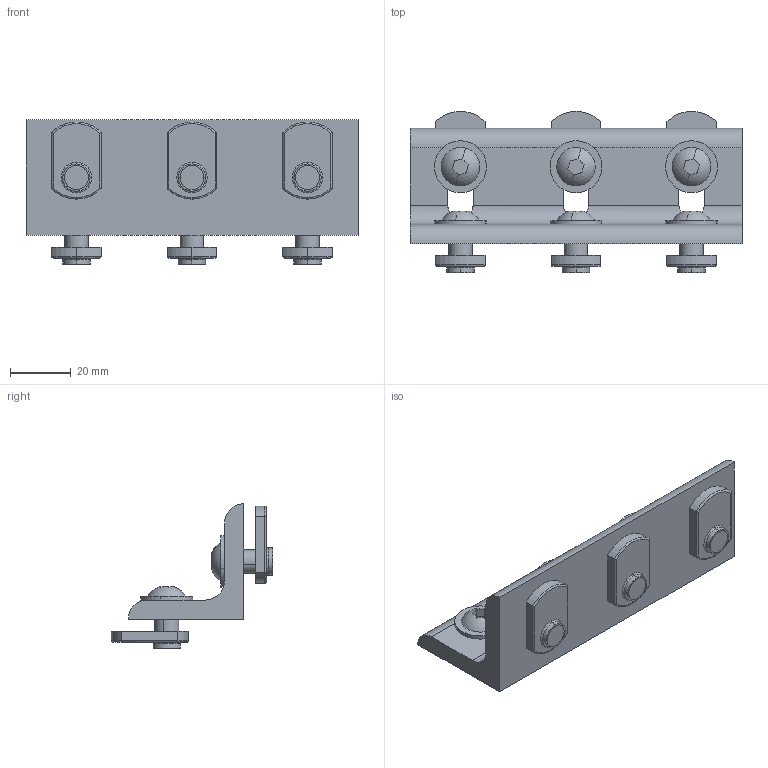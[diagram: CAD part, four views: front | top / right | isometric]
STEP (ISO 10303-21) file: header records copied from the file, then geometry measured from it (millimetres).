
FILE_DESCRIPTION (( 'STEP AP203' ), '1' );
FILE_NAME ('653134.SLDASM.step', '2003-10-13T11:25:38', ( 'Jerry Winters' ), ( 'GoEngineer' ), 'SwSTEP 2.0', 'SolidWorks 2003174', '' );
FILE_SCHEMA (( 'CONFIG_CONTROL_DESIGN' ));
Length unit declared in the file: inch
Products named in the file (5): 653134.SLDASM; Inside Corner Brackets (SLOT)_653134; 651129; FBHSCS_651134; 651097
Assembly tree (9 placements, depth 3):
  653134.SLDASM
    651129  x6
      FBHSCS_651134
      651097
    Inside Corner Brackets (SLOT)_653134
Bounding box: 109.47 x 53.21 x 47.62 mm (x, y, z)
Volume: 58346.3 mm3; surface area: 29557.5 mm2
Topology: 13 solids, 13 shells, 240 faces, 537 edges, 338 vertices
Faces by surface type: plane 102, cylinder 96, torus 30, sphere 12
Entity records: 2791 total; most frequent: CARTESIAN_POINT 474, DIRECTION 384, ORIENTED_EDGE 324, EDGE_CURVE 162, AXIS2_PLACEMENT_3D 151, VERTEX_POINT 103, LINE 82, VECTOR 82
